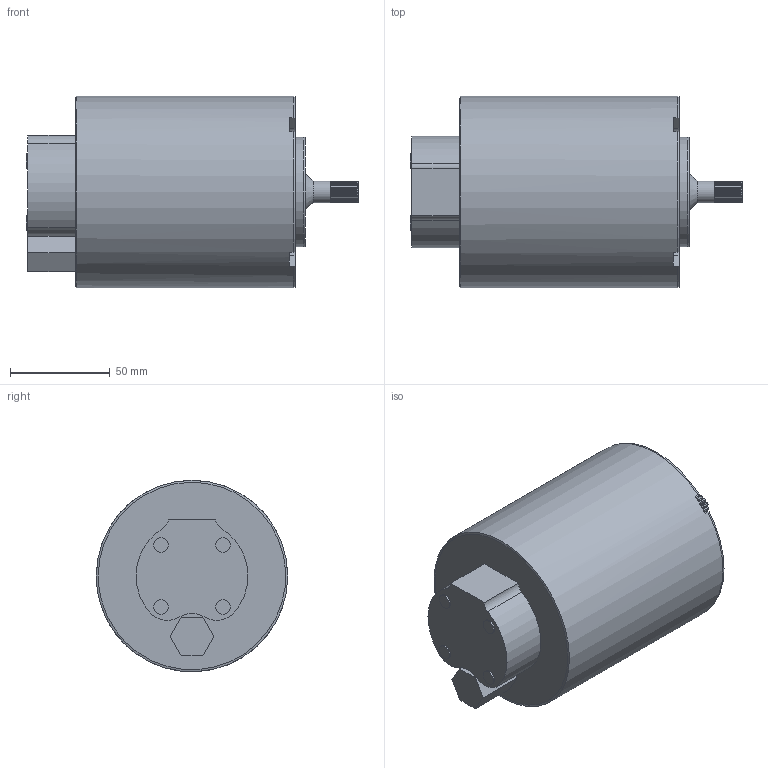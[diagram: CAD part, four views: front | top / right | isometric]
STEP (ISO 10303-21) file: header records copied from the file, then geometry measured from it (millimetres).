
FILE_DESCRIPTION(/* description */ (''),/* implementation_level */ '2;1');
FILE_NAME(/* name */ 'EN_30101.stp',/* time_stamp */ '2020-01-04T11:46:23+01:00',/* author */ ('adria'),/* organization */ (''),/* preprocessor_version */ 'ST-DEVELOPER v17',/* originating_system */ 'Autodesk Inventor 2019',/* authorisation */ '');
FILE_SCHEMA (('AUTOMOTIVE_DESIGN { 1 0 10303 214 3 1 1 }'));
Length unit declared in the file: millimetre
Products named in the file (1): EN_30101
Bounding box: 166.3 x 95.9 x 95.9 mm (x, y, z)
Volume: 869928 mm3; surface area: 56212.9 mm2
Topology: 1 solids, 1 shells, 147 faces, 403 edges, 275 vertices
Faces by surface type: cylinder 75, plane 39, bspline 24, cone 9
Full cylindrical faces by diameter (mm): 3 x1, 4 x8, 7.231 x4, 11 x1, 55 x1, 95.9 x1
Entity records: 4964 total; most frequent: CARTESIAN_POINT 993, DIRECTION 888, ORIENTED_EDGE 804, EDGE_CURVE 402, AXIS2_PLACEMENT_3D 362, VERTEX_POINT 275, CIRCLE 190, EDGE_LOOP 165
